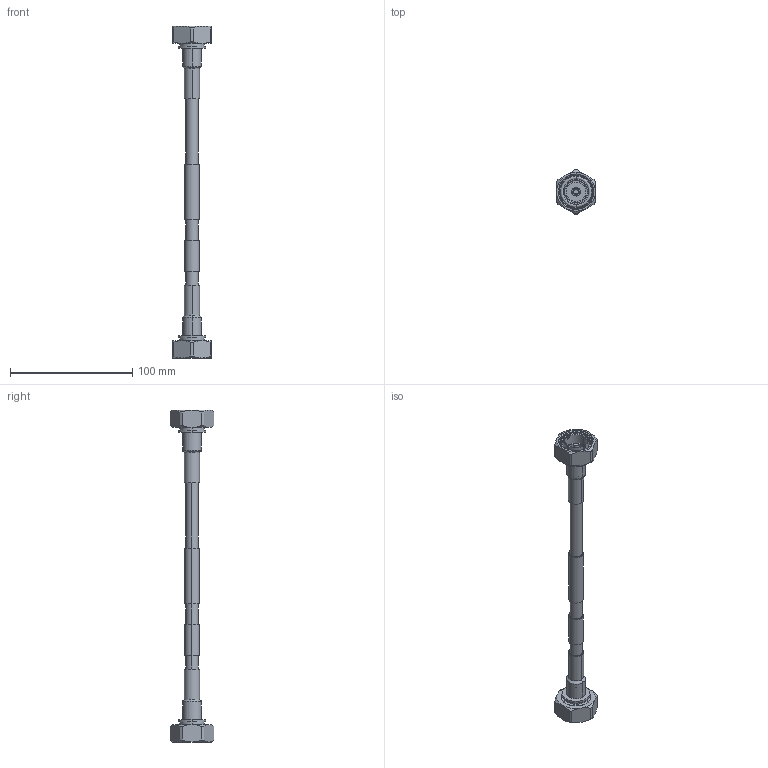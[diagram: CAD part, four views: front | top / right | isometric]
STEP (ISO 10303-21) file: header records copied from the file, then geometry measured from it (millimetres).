
FILE_DESCRIPTION (( 'STEP AP214' ), '1' );
FILE_NAME ('PE3C8518.step', '2021-10-05T16:10:23', ( '' ), ( '' ), 'SwSTEP 2.0', 'SolidWorks 2021', '' );
FILE_SCHEMA (( 'AUTOMOTIVE_DESIGN' ));
Length unit declared in the file: inch
Products named in the file (4): Heat Shrink^PE3C8518; TC-375-716M-LP^PE3C8518; SPP-375-LLPL^PE3C8518; PE3C8518
Assembly tree (5 placements, depth 2):
  PE3C8518
    SPP-375-LLPL^PE3C8518
    Heat Shrink^PE3C8518  x2
    TC-375-716M-LP^PE3C8518  x2
Bounding box: 31.75 x 35.58 x 271.47 mm (x, y, z)
Volume: 44197.8 mm3; surface area: 26207.5 mm2
Topology: 5 solids, 7 shells, 248 faces, 578 edges, 366 vertices
Faces by surface type: cylinder 110, plane 68, cone 52, bspline 10, torus 8
Entity records: 5203 total; most frequent: CARTESIAN_POINT 2040, DIRECTION 647, ORIENTED_EDGE 608, EDGE_CURVE 304, AXIS2_PLACEMENT_3D 277, VERTEX_POINT 193, EDGE_LOOP 149, CIRCLE 142
